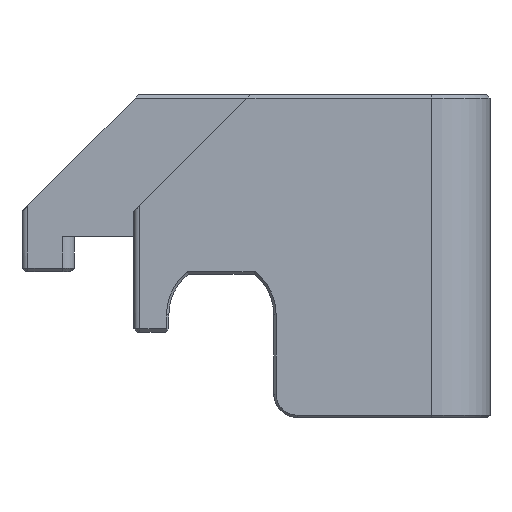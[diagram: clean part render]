
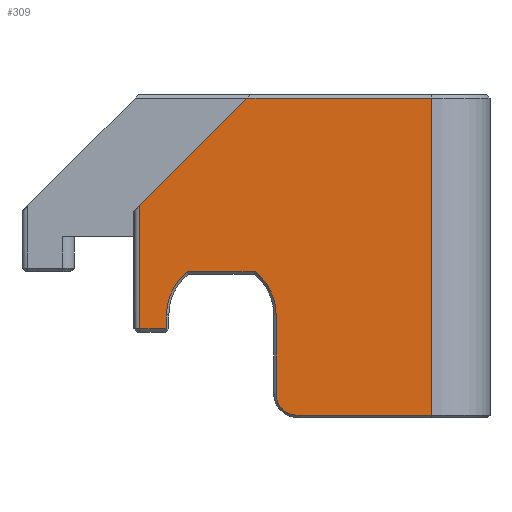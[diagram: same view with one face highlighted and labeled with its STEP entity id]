
A CAD part, left-side view. The second image highlights one B-rep face of the part: STEP entity #309.
In plain terms, the highlighted planar face has unit normal (-1, 0, 0).
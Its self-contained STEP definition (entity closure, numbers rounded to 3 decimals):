
#104 = EDGE_CURVE ( 'NONE', #5633, #4540, #5013, .T. ) ;
#119 = VERTEX_POINT ( 'NONE', #5558 ) ;
#152 = CARTESIAN_POINT ( 'NONE',  ( -138.55, 13.371, -14.2 ) ) ;
#264 = DIRECTION ( 'NONE',  ( 0., 0.707, -0.707 ) ) ;
#309 = ADVANCED_FACE ( 'NONE', ( #4075 ), #792, .T. ) ;
#369 = ORIENTED_EDGE ( 'NONE', *, *, #2278, .T. ) ;
#461 = EDGE_CURVE ( 'NONE', #1692, #6075, #2115, .T. ) ;
#559 = CARTESIAN_POINT ( 'NONE',  ( -138.55, 18.071, -14.2 ) ) ;
#652 = VECTOR ( 'NONE', #2746, 1000. ) ;
#792 = PLANE ( 'NONE',  #4614 ) ;
#816 = CARTESIAN_POINT ( 'NONE',  ( -138.55, 13.371, -14.2 ) ) ;
#831 = DIRECTION ( 'NONE',  ( 0., -1., 0. ) ) ;
#854 = DIRECTION ( 'NONE',  ( 0., 0., 1. ) ) ;
#955 = EDGE_CURVE ( 'NONE', #1285, #1692, #5955, .T. ) ;
#1009 = CARTESIAN_POINT ( 'NONE',  ( -138.55, 20.371, -4.8 ) ) ;
#1113 = DIRECTION ( 'NONE',  ( 0., 0., 1. ) ) ;
#1176 = CARTESIAN_POINT ( 'NONE',  ( -138.55, 20.371, -15.7 ) ) ;
#1285 = VERTEX_POINT ( 'NONE', #4278 ) ;
#1337 = VECTOR ( 'NONE', #1113, 1000. ) ;
#1424 = ORIENTED_EDGE ( 'NONE', *, *, #1609, .T. ) ;
#1562 = LINE ( 'NONE', #1593, #652 ) ;
#1593 = CARTESIAN_POINT ( 'NONE',  ( -138.55, -4.679, 4.7 ) ) ;
#1609 = EDGE_CURVE ( 'NONE', #4540, #4659, #2670, .T. ) ;
#1622 = ORIENTED_EDGE ( 'NONE', *, *, #5617, .T. ) ;
#1669 = ORIENTED_EDGE ( 'NONE', *, *, #955, .T. ) ;
#1692 = VERTEX_POINT ( 'NONE', #6241 ) ;
#1760 = AXIS2_PLACEMENT_3D ( 'NONE', #152, #4455, #5037 ) ;
#2115 = LINE ( 'NONE', #559, #1337 ) ;
#2195 = EDGE_CURVE ( 'NONE', #4659, #2863, #6362, .T. ) ;
#2278 = EDGE_CURVE ( 'NONE', #5565, #1285, #5481, .T. ) ;
#2279 = DIRECTION ( 'NONE',  ( 0., 0., 1. ) ) ;
#2495 = VECTOR ( 'NONE', #3265, 1000. ) ;
#2499 = VERTEX_POINT ( 'NONE', #4568 ) ;
#2611 = DIRECTION ( 'NONE',  ( 0., -1., 0. ) ) ;
#2616 = CARTESIAN_POINT ( 'NONE',  ( -138.55, -4.679, 4.4 ) ) ;
#2649 = DIRECTION ( 'NONE',  ( -1., 0., 0. ) ) ;
#2670 = CIRCLE ( 'NONE', #4346, 1.8 ) ;
#2746 = DIRECTION ( 'NONE',  ( 0., 0., 1. ) ) ;
#2766 = CARTESIAN_POINT ( 'NONE',  ( -138.55, 18.071, -15.4 ) ) ;
#2807 = EDGE_CURVE ( 'NONE', #6075, #3748, #5293, .T. ) ;
#2839 = EDGE_CURVE ( 'NONE', #119, #5565, #6162, .T. ) ;
#2863 = VERTEX_POINT ( 'NONE', #5855 ) ;
#3038 = CARTESIAN_POINT ( 'NONE',  ( -138.55, 0., -10.5 ) ) ;
#3069 = EDGE_LOOP ( 'NONE', ( #369, #1669, #5572, #3695, #6112, #1622, #5612, #1424, #3759, #6150, #5368, #5363 ) ) ;
#3127 = AXIS2_PLACEMENT_3D ( 'NONE', #816, #4560, #2279 ) ;
#3189 = EDGE_CURVE ( 'NONE', #2863, #6962, #1562, .T. ) ;
#3265 = DIRECTION ( 'NONE',  ( 0., -1., 0. ) ) ;
#3388 = CARTESIAN_POINT ( 'NONE',  ( -138.55, 18.071, -14.2 ) ) ;
#3499 = DIRECTION ( 'NONE',  ( -1., 0., 0. ) ) ;
#3553 = VECTOR ( 'NONE', #3760, 1000. ) ;
#3695 = ORIENTED_EDGE ( 'NONE', *, *, #2807, .T. ) ;
#3748 = VERTEX_POINT ( 'NONE', #4074 ) ;
#3759 = ORIENTED_EDGE ( 'NONE', *, *, #2195, .T. ) ;
#3760 = DIRECTION ( 'NONE',  ( 0., 0., -1. ) ) ;
#3838 = DIRECTION ( 'NONE',  ( 0., 0., -1. ) ) ;
#3884 = VECTOR ( 'NONE', #6687, 1000. ) ;
#4074 = CARTESIAN_POINT ( 'NONE',  ( -138.55, 16.269, -10.5 ) ) ;
#4075 = FACE_OUTER_BOUND ( 'NONE', #3069, .T. ) ;
#4092 = LINE ( 'NONE', #3038, #6554 ) ;
#4120 = CARTESIAN_POINT ( 'NONE',  ( -138.55, 6.871, -22.8 ) ) ;
#4267 = CARTESIAN_POINT ( 'NONE',  ( -138.55, 6.871, -21. ) ) ;
#4278 = CARTESIAN_POINT ( 'NONE',  ( -138.55, 20.371, -15.4 ) ) ;
#4346 = AXIS2_PLACEMENT_3D ( 'NONE', #4267, #2649, #5347 ) ;
#4455 = DIRECTION ( 'NONE',  ( 1., 0., 0. ) ) ;
#4458 = CARTESIAN_POINT ( 'NONE',  ( -138.55, 7.785, 7.785 ) ) ;
#4465 = CARTESIAN_POINT ( 'NONE',  ( -138.55, 8.671, -21. ) ) ;
#4479 = CARTESIAN_POINT ( 'NONE',  ( -138.55, 0., 4.4 ) ) ;
#4540 = VERTEX_POINT ( 'NONE', #6922 ) ;
#4560 = DIRECTION ( 'NONE',  ( 1., 0., 0. ) ) ;
#4568 = CARTESIAN_POINT ( 'NONE',  ( -138.55, 10.472, -10.5 ) ) ;
#4614 = AXIS2_PLACEMENT_3D ( 'NONE', #6243, #3499, #854 ) ;
#4659 = VERTEX_POINT ( 'NONE', #4120 ) ;
#5013 = LINE ( 'NONE', #4465, #5200 ) ;
#5037 = DIRECTION ( 'NONE',  ( 0., 0., 1. ) ) ;
#5200 = VECTOR ( 'NONE', #3838, 1000. ) ;
#5230 = EDGE_CURVE ( 'NONE', #6962, #119, #5566, .T. ) ;
#5293 = CIRCLE ( 'NONE', #3127, 4.7 ) ;
#5347 = DIRECTION ( 'NONE',  ( 0., 0., 1. ) ) ;
#5363 = ORIENTED_EDGE ( 'NONE', *, *, #2839, .T. ) ;
#5368 = ORIENTED_EDGE ( 'NONE', *, *, #5230, .T. ) ;
#5481 = LINE ( 'NONE', #1176, #3553 ) ;
#5516 = VECTOR ( 'NONE', #264, 1000. ) ;
#5558 = CARTESIAN_POINT ( 'NONE',  ( -138.55, 11.171, 4.4 ) ) ;
#5565 = VERTEX_POINT ( 'NONE', #1009 ) ;
#5566 = LINE ( 'NONE', #4479, #3884 ) ;
#5572 = ORIENTED_EDGE ( 'NONE', *, *, #461, .T. ) ;
#5580 = CARTESIAN_POINT ( 'NONE',  ( -138.55, 8.671, -14.2 ) ) ;
#5612 = ORIENTED_EDGE ( 'NONE', *, *, #104, .T. ) ;
#5617 = EDGE_CURVE ( 'NONE', #2499, #5633, #6051, .T. ) ;
#5633 = VERTEX_POINT ( 'NONE', #5580 ) ;
#5772 = CARTESIAN_POINT ( 'NONE',  ( -138.55, -4.679, -22.8 ) ) ;
#5855 = CARTESIAN_POINT ( 'NONE',  ( -138.55, -4.679, -22.8 ) ) ;
#5955 = LINE ( 'NONE', #2766, #2495 ) ;
#6051 = CIRCLE ( 'NONE', #1760, 4.7 ) ;
#6075 = VERTEX_POINT ( 'NONE', #3388 ) ;
#6112 = ORIENTED_EDGE ( 'NONE', *, *, #6860, .T. ) ;
#6150 = ORIENTED_EDGE ( 'NONE', *, *, #3189, .T. ) ;
#6162 = LINE ( 'NONE', #4458, #5516 ) ;
#6241 = CARTESIAN_POINT ( 'NONE',  ( -138.55, 18.071, -15.4 ) ) ;
#6243 = CARTESIAN_POINT ( 'NONE',  ( -138.55, 0., 0. ) ) ;
#6281 = VECTOR ( 'NONE', #2611, 1000. ) ;
#6362 = LINE ( 'NONE', #5772, #6281 ) ;
#6554 = VECTOR ( 'NONE', #831, 1000. ) ;
#6687 = DIRECTION ( 'NONE',  ( 0., 1., 0. ) ) ;
#6860 = EDGE_CURVE ( 'NONE', #3748, #2499, #4092, .T. ) ;
#6922 = CARTESIAN_POINT ( 'NONE',  ( -138.55, 8.671, -21. ) ) ;
#6962 = VERTEX_POINT ( 'NONE', #2616 ) ;
